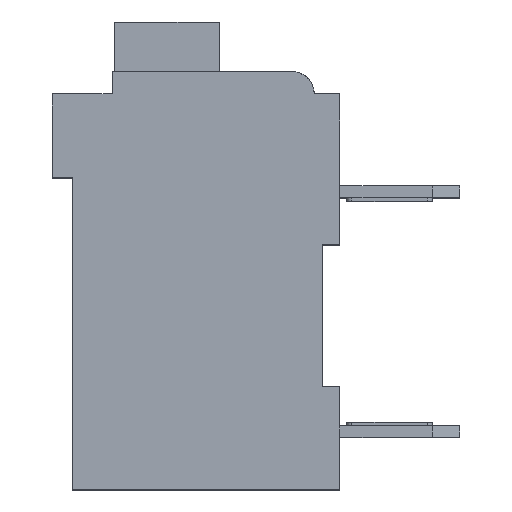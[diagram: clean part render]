
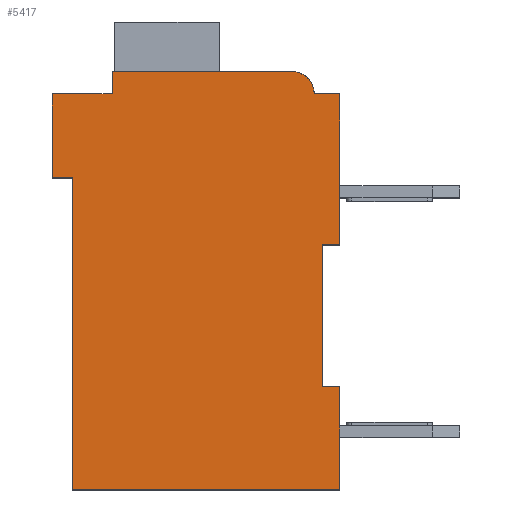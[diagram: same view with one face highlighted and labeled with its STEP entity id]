
A CAD part, top view. The second image highlights one B-rep face of the part: STEP entity #5417.
In plain terms, the highlighted planar face has unit normal (0, 0, 1).
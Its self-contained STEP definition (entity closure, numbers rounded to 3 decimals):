
#1770=DIRECTION('',(1.,0.,0.));
#1771=VECTOR('',#1770,0.5);
#1772=CARTESIAN_POINT('',(7.3,7.15,2.1));
#1773=LINE('',#1772,#1771);
#1774=DIRECTION('',(0.,1.,0.));
#1775=VECTOR('',#1774,4.15);
#1776=CARTESIAN_POINT('',(7.3,3.,2.1));
#1777=LINE('',#1776,#1775);
#1778=DIRECTION('',(-1.,0.,0.));
#1779=VECTOR('',#1778,0.5);
#1780=CARTESIAN_POINT('',(7.8,3.,2.1));
#1781=LINE('',#1780,#1779);
#1782=DIRECTION('',(0.,1.,0.));
#1783=VECTOR('',#1782,3.);
#1784=CARTESIAN_POINT('',(7.8,0.,2.1));
#1785=LINE('',#1784,#1783);
#1786=DIRECTION('',(1.,0.,0.));
#1787=VECTOR('',#1786,7.8);
#1788=CARTESIAN_POINT('',(0.,0.,2.1));
#1789=LINE('',#1788,#1787);
#1790=DIRECTION('',(0.,-1.,0.));
#1791=VECTOR('',#1790,9.1);
#1792=CARTESIAN_POINT('',(0.,9.1,2.1));
#1793=LINE('',#1792,#1791);
#1794=DIRECTION('',(1.,0.,0.));
#1795=VECTOR('',#1794,0.6);
#1796=CARTESIAN_POINT('',(-0.6,9.1,2.1));
#1797=LINE('',#1796,#1795);
#1798=DIRECTION('',(0.,-1.,0.));
#1799=VECTOR('',#1798,2.45);
#1800=CARTESIAN_POINT('',(-0.6,11.55,2.1));
#1801=LINE('',#1800,#1799);
#1802=DIRECTION('',(-1.,0.,0.));
#1803=VECTOR('',#1802,1.75);
#1804=CARTESIAN_POINT('',(1.15,11.55,2.1));
#1805=LINE('',#1804,#1803);
#1806=DIRECTION('',(0.,-1.,0.));
#1807=VECTOR('',#1806,0.65);
#1808=CARTESIAN_POINT('',(1.15,12.2,2.1));
#1809=LINE('',#1808,#1807);
#1810=DIRECTION('',(-1.,0.,0.));
#1811=VECTOR('',#1810,5.25);
#1812=CARTESIAN_POINT('',(6.4,12.2,2.1));
#1813=LINE('',#1812,#1811);
#1814=CARTESIAN_POINT('',(6.4,11.55,2.1));
#1815=DIRECTION('',(0.,0.,1.));
#1816=DIRECTION('',(1.,0.,0.));
#1817=AXIS2_PLACEMENT_3D('',#1814,#1815,#1816);
#1819=DIRECTION('',(-1.,0.,0.));
#1820=VECTOR('',#1819,0.75);
#1821=CARTESIAN_POINT('',(7.8,11.55,2.1));
#1822=LINE('',#1821,#1820);
#1823=DIRECTION('',(0.,1.,0.));
#1824=VECTOR('',#1823,4.4);
#1825=CARTESIAN_POINT('',(7.8,7.15,2.1));
#1826=LINE('',#1825,#1824);
#2289=CARTESIAN_POINT('',(7.3,7.15,2.1));
#2290=CARTESIAN_POINT('',(7.8,7.15,2.1));
#2291=VERTEX_POINT('',#2289);
#2292=VERTEX_POINT('',#2290);
#2293=CARTESIAN_POINT('',(7.8,11.55,2.1));
#2294=VERTEX_POINT('',#2293);
#2295=CARTESIAN_POINT('',(7.05,11.55,2.1));
#2296=VERTEX_POINT('',#2295);
#2297=CARTESIAN_POINT('',(6.4,12.2,2.1));
#2298=VERTEX_POINT('',#2297);
#2299=CARTESIAN_POINT('',(1.15,12.2,2.1));
#2300=VERTEX_POINT('',#2299);
#2301=CARTESIAN_POINT('',(1.15,11.55,2.1));
#2302=VERTEX_POINT('',#2301);
#2303=CARTESIAN_POINT('',(-0.6,11.55,2.1));
#2304=VERTEX_POINT('',#2303);
#2305=CARTESIAN_POINT('',(-0.6,9.1,2.1));
#2306=VERTEX_POINT('',#2305);
#2307=CARTESIAN_POINT('',(0.,9.1,2.1));
#2308=VERTEX_POINT('',#2307);
#2309=CARTESIAN_POINT('',(0.,0.,2.1));
#2310=VERTEX_POINT('',#2309);
#2311=CARTESIAN_POINT('',(7.8,0.,2.1));
#2312=VERTEX_POINT('',#2311);
#2313=CARTESIAN_POINT('',(7.8,3.,2.1));
#2314=VERTEX_POINT('',#2313);
#2315=CARTESIAN_POINT('',(7.3,3.,2.1));
#2316=VERTEX_POINT('',#2315);
#5396=CARTESIAN_POINT('',(0.,0.,2.1));
#5397=DIRECTION('',(0.,0.,1.));
#5398=DIRECTION('',(1.,0.,0.));
#5399=AXIS2_PLACEMENT_3D('',#5396,#5397,#5398);
#5400=PLANE('',#5399);
#5401=ORIENTED_EDGE('',*,*,#3014,.F.);
#5402=ORIENTED_EDGE('',*,*,#3217,.F.);
#5403=ORIENTED_EDGE('',*,*,#4037,.F.);
#5404=ORIENTED_EDGE('',*,*,#4094,.F.);
#5405=ORIENTED_EDGE('',*,*,#4171,.F.);
#5406=ORIENTED_EDGE('',*,*,#4284,.F.);
#5407=ORIENTED_EDGE('',*,*,#4381,.F.);
#5408=ORIENTED_EDGE('',*,*,#4450,.F.);
#5409=ORIENTED_EDGE('',*,*,#4537,.F.);
#5410=ORIENTED_EDGE('',*,*,#4756,.F.);
#5411=ORIENTED_EDGE('',*,*,#4916,.F.);
#5412=ORIENTED_EDGE('',*,*,#4588,.F.);
#5413=ORIENTED_EDGE('',*,*,#4677,.F.);
#5414=ORIENTED_EDGE('',*,*,#3113,.F.);
#5415=EDGE_LOOP('',(#5401,#5402,#5403,#5404,#5405,#5406,#5407,#5408,#5409,#5410,
#5411,#5412,#5413,#5414));
#5416=FACE_OUTER_BOUND('',#5415,.F.);
#1818=CIRCLE('',#1817,0.65);
#3014=EDGE_CURVE('',#2291,#2292,#1773,.T.);
#3113=EDGE_CURVE('',#2292,#2294,#1826,.T.);
#3217=EDGE_CURVE('',#2316,#2291,#1777,.T.);
#4037=EDGE_CURVE('',#2314,#2316,#1781,.T.);
#4094=EDGE_CURVE('',#2312,#2314,#1785,.T.);
#4171=EDGE_CURVE('',#2310,#2312,#1789,.T.);
#4284=EDGE_CURVE('',#2308,#2310,#1793,.T.);
#4381=EDGE_CURVE('',#2306,#2308,#1797,.T.);
#4450=EDGE_CURVE('',#2304,#2306,#1801,.T.);
#4537=EDGE_CURVE('',#2302,#2304,#1805,.T.);
#4588=EDGE_CURVE('',#2296,#2298,#1818,.T.);
#4677=EDGE_CURVE('',#2294,#2296,#1822,.T.);
#4756=EDGE_CURVE('',#2300,#2302,#1809,.T.);
#4916=EDGE_CURVE('',#2298,#2300,#1813,.T.);
#5417=ADVANCED_FACE('',(#5416),#5400,.T.);
